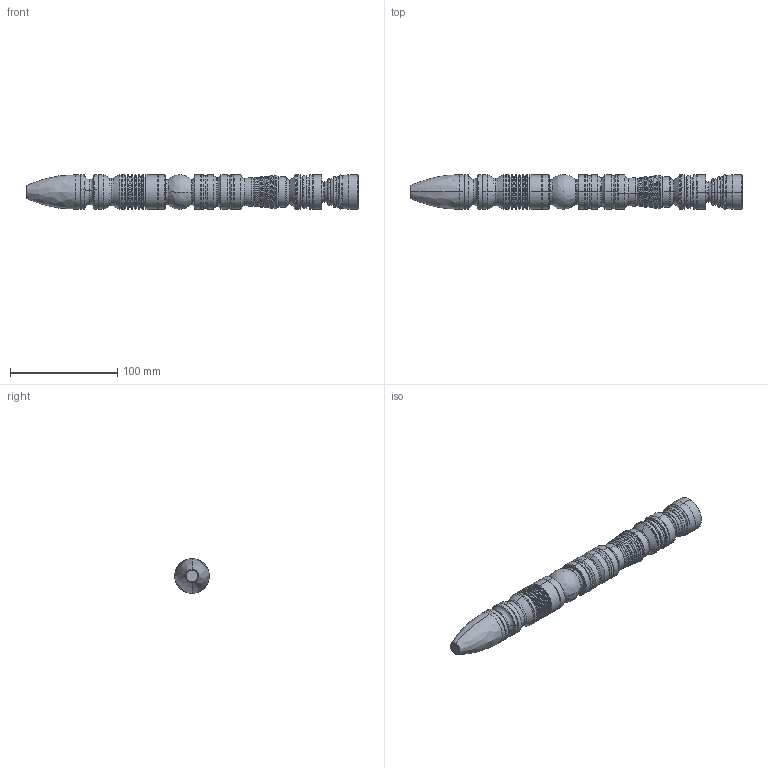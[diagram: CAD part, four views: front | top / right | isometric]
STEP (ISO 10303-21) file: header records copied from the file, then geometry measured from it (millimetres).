
FILE_DESCRIPTION(('FreeCAD Model'),'2;1');
FILE_NAME('Open CASCADE Shape Model','2025-04-27T12:59:43',('FreeCAD'),( 'FreeCAD'),'Open CASCADE STEP processor 7.6','FreeCAD','Unknown');
FILE_SCHEMA(('AUTOMOTIVE_DESIGN { 1 0 10303 214 1 1 1 1 }'));
Length unit declared in the file: millimetre
Products named in the file (1): Open CASCADE STEP translator 7.6 1
Bounding box: 309.33 x 32.08 x 32.08 mm (x, y, z)
Volume: 194182 mm3; surface area: 61701.1 mm2
Topology: 10 solids, 10 shells, 537 faces, 1090 edges, 604 vertices
Faces by surface type: bspline 537
Entity records: 16686 total; most frequent: CARTESIAN_POINT 10757, ORIENTED_EDGE 2156, EDGE_CURVE 1078, VERTEX_POINT 604, FACE_BOUND 588, EDGE_LOOP 588, ADVANCED_FACE 537, B_SPLINE_CURVE_WITH_KNOTS 284
